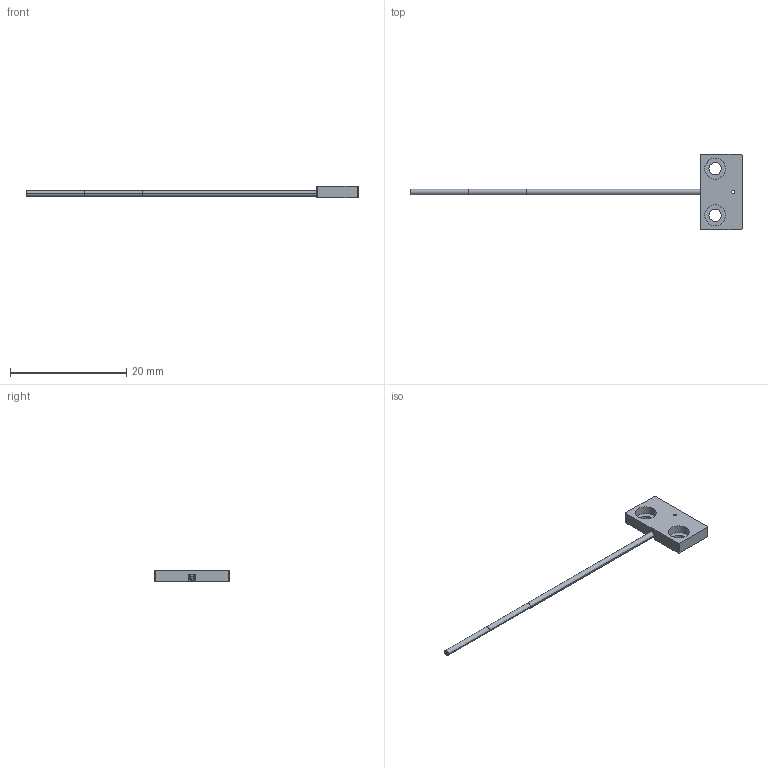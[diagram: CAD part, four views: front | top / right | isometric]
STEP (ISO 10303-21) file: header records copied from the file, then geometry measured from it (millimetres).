
FILE_DESCRIPTION((''),'2;1');
FILE_NAME('193342_ASM','2016-02-17T',('pdmadmin'),(''),'PRO/ENGINEER BY PARAMETRIC TECHNOLOGY CORPORATION, 2013230','PRO/ENGINEER BY PARAMETRIC TECHNOLOGY CORPORATION, 2013230','');
FILE_SCHEMA(('CONFIG_CONTROL_DESIGN'));
Length unit declared in the file: inch
Products named in the file (4): 123222; 58146; 74740_ASM; 193342_ASM
Assembly tree (3 placements, depth 3):
  193342_ASM
    74740_ASM
      123222
      58146
Bounding box: 57.11 x 12.95 x 2.03 mm (x, y, z)
Volume: 184 mm3; surface area: 541.9 mm2
Topology: 2 solids, 3 shells, 41 faces, 100 edges, 64 vertices
Faces by surface type: cylinder 24, plane 13, bspline 4
Entity records: 1522 total; most frequent: CARTESIAN_POINT 400, DIRECTION 242, ORIENTED_EDGE 196, EDGE_CURVE 100, AXIS2_PLACEMENT_3D 98, VERTEX_POINT 64, CIRCLE 50, EDGE_LOOP 48
